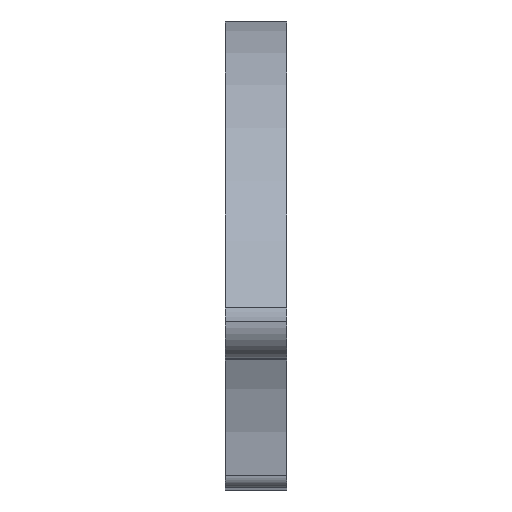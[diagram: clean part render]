
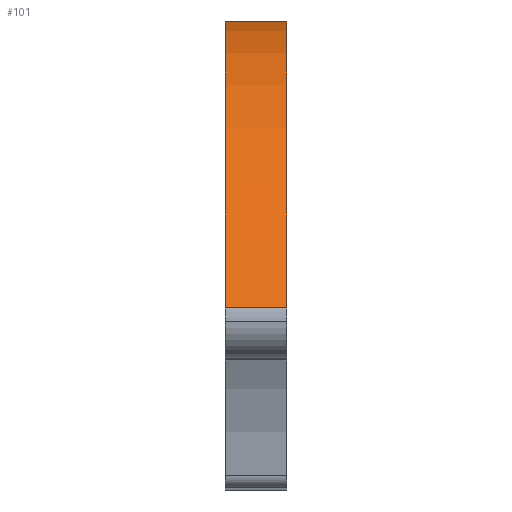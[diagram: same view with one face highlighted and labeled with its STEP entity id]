
A CAD part, top view. The second image highlights one B-rep face of the part: STEP entity #101.
In plain terms, the highlighted cylindrical face has radius 37 mm (diameter 74 mm), a partial arc.
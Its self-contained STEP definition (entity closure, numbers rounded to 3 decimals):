
#49 = CARTESIAN_POINT ( 'NONE',  ( 0., 0.653, -5.116 ) ) ;
#53 = FACE_OUTER_BOUND ( 'NONE', #152, .T. ) ;
#60 = VERTEX_POINT ( 'NONE', #411 ) ;
#101 = ADVANCED_FACE ( 'NONE', ( #53 ), #562, .T. ) ;
#102 = EDGE_CURVE ( 'NONE', #60, #248, #221, .T. ) ;
#105 = CARTESIAN_POINT ( 'NONE',  ( 0., 14.444, 29.218 ) ) ;
#145 = EDGE_CURVE ( 'NONE', #60, #574, #393, .T. ) ;
#152 = EDGE_LOOP ( 'NONE', ( #268, #284, #759, #252 ) ) ;
#198 = AXIS2_PLACEMENT_3D ( 'NONE', #49, #538, #289 ) ;
#218 = CIRCLE ( 'NONE', #198, 37. ) ;
#221 = LINE ( 'NONE', #504, #508 ) ;
#225 = CARTESIAN_POINT ( 'NONE',  ( 5., 14.444, 29.218 ) ) ;
#248 = VERTEX_POINT ( 'NONE', #754 ) ;
#252 = ORIENTED_EDGE ( 'NONE', *, *, #102, .T. ) ;
#264 = DIRECTION ( 'NONE',  ( 1., 0., 0. ) ) ;
#268 = ORIENTED_EDGE ( 'NONE', *, *, #555, .T. ) ;
#276 = VERTEX_POINT ( 'NONE', #105 ) ;
#284 = ORIENTED_EDGE ( 'NONE', *, *, #294, .F. ) ;
#289 = DIRECTION ( 'NONE',  ( 0., 0., -1. ) ) ;
#294 = EDGE_CURVE ( 'NONE', #574, #276, #362, .T. ) ;
#310 = DIRECTION ( 'NONE',  ( 0., 0., 1. ) ) ;
#356 = CARTESIAN_POINT ( 'NONE',  ( 5., 14.444, 29.218 ) ) ;
#362 = LINE ( 'NONE', #225, #438 ) ;
#393 = CIRCLE ( 'NONE', #510, 37. ) ;
#409 = DIRECTION ( 'NONE',  ( -1., 0., 0. ) ) ;
#411 = CARTESIAN_POINT ( 'NONE',  ( 5., 22.648, -34.869 ) ) ;
#438 = VECTOR ( 'NONE', #409, 1000. ) ;
#443 = DIRECTION ( 'NONE',  ( 0., 0., -1. ) ) ;
#486 = DIRECTION ( 'NONE',  ( -1., 0., 0. ) ) ;
#504 = CARTESIAN_POINT ( 'NONE',  ( 5., 22.648, -34.869 ) ) ;
#508 = VECTOR ( 'NONE', #486, 1000. ) ;
#510 = AXIS2_PLACEMENT_3D ( 'NONE', #673, #264, #443 ) ;
#538 = DIRECTION ( 'NONE',  ( 1., 0., 0. ) ) ;
#555 = EDGE_CURVE ( 'NONE', #248, #276, #218, .T. ) ;
#562 = CYLINDRICAL_SURFACE ( 'NONE', #582, 37. ) ;
#574 = VERTEX_POINT ( 'NONE', #356 ) ;
#582 = AXIS2_PLACEMENT_3D ( 'NONE', #612, #658, #310 ) ;
#612 = CARTESIAN_POINT ( 'NONE',  ( 5., 0.653, -5.116 ) ) ;
#658 = DIRECTION ( 'NONE',  ( -1., 0., 0. ) ) ;
#673 = CARTESIAN_POINT ( 'NONE',  ( 5., 0.653, -5.116 ) ) ;
#754 = CARTESIAN_POINT ( 'NONE',  ( 0., 22.648, -34.869 ) ) ;
#759 = ORIENTED_EDGE ( 'NONE', *, *, #145, .F. ) ;
